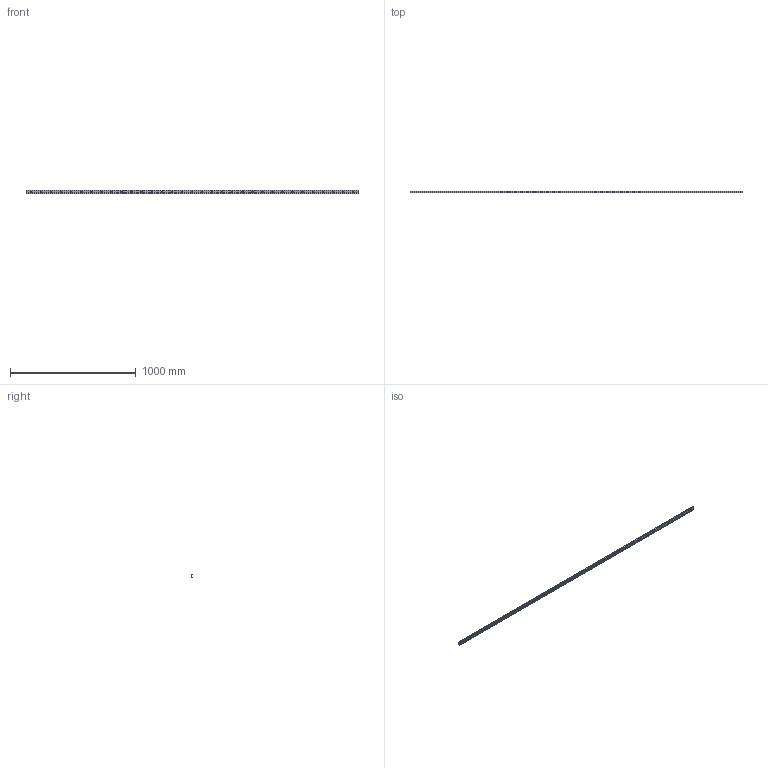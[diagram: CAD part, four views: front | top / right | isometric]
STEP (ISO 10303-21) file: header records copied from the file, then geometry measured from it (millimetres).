
FILE_DESCRIPTION((''),'2;1');
FILE_NAME('LCU 28H-2640.V.stp','2016-05-04T10:22:47',('MRathmann'),(''),'Autodesk Inventor 2012','Autodesk Inventor 2012','');
FILE_SCHEMA(('CONFIG_CONTROL_DESIGN'));
Length unit declared in the file: millimetre
Products named in the file (1): LCU 28H-2640.V
Bounding box: 2640 x 12.3 x 28 mm (x, y, z)
Volume: 400872.3 mm3; surface area: 249928.7 mm2
Topology: 1 solids, 1 shells, 86 faces, 252 edges, 168 vertices
Faces by surface type: cylinder 42, cone 33, plane 11
Full cylindrical faces by diameter (mm): 5.5 x33
Entity records: 2444 total; most frequent: DIRECTION 444, CARTESIAN_POINT 375, ORIENTED_EDGE 306, EDGE_LOOP 218, AXIS2_PLACEMENT_3D 204, EDGE_CURVE 153, VERTEX_POINT 135, FACE_BOUND 132
